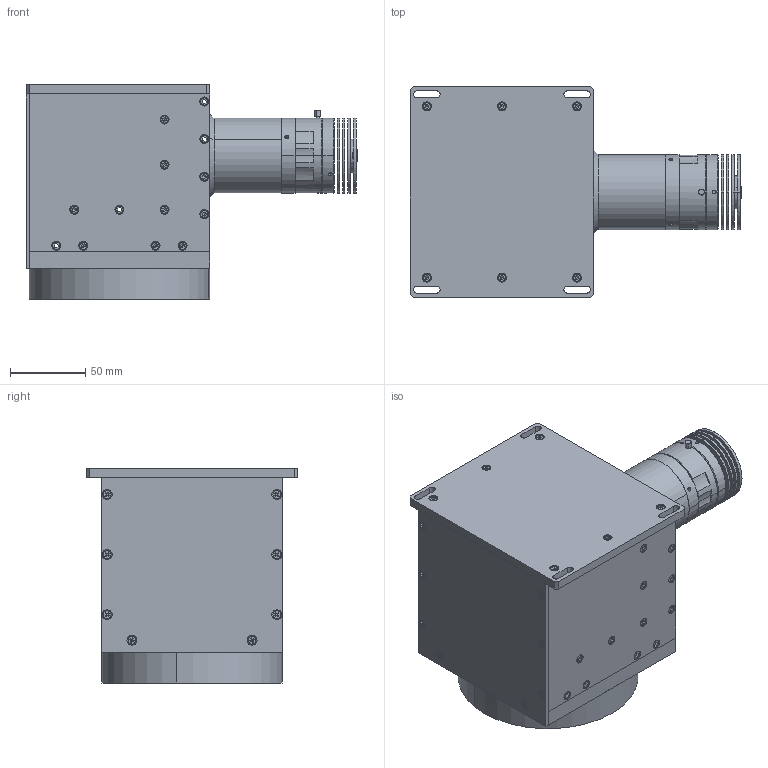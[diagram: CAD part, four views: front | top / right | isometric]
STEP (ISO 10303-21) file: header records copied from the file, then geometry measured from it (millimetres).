
FILE_DESCRIPTION (( 'STEP AP203' ), '1' );
FILE_NAME ('XF-PTI100-L90-(C).STEP', '2020-01-08T05:26:03', ( 'puyufan' ), ( '' ), 'SwSTEP 2.0', 'SolidWorks 2014', '' );
FILE_SCHEMA (( 'CONFIG_CONTROL_DESIGN' ));
Length unit declared in the file: millimetre
Products named in the file (1): XF-PTI100-L90-(C)
Bounding box: 220.6 x 140 x 142.5 mm (x, y, z)
Surface area: 168517.2 mm2 (no closed solid volume)
Topology: 0 solids, 76 shells, 761 faces, 2510 edges, 1674 vertices
Faces by surface type: plane 424, cylinder 182, cone 82, torus 70, sphere 2, bspline 1
Entity records: 28907 total; most frequent: CARTESIAN_POINT 7013, DIRECTION 4802, ORIENTED_EDGE 3883, EDGE_CURVE 2460, VERTEX_POINT 1674, AXIS2_PLACEMENT_3D 1661, VECTOR 1480, LINE 1480
